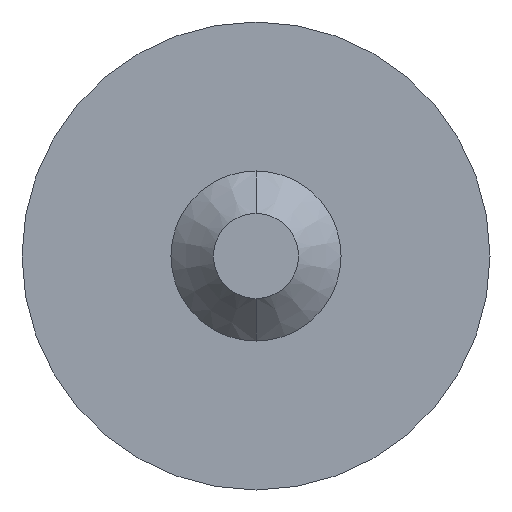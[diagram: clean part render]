
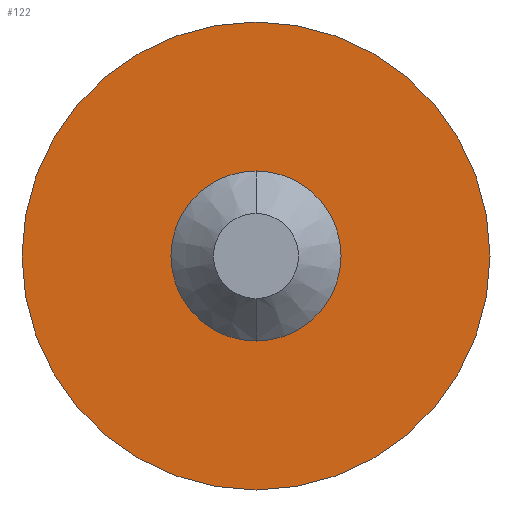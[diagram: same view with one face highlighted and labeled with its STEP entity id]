
A CAD part, front view. The second image highlights one B-rep face of the part: STEP entity #122.
In plain terms, the highlighted planar face has unit normal (0, -1, 0).
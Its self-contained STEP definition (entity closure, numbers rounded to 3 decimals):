
#10 = DIRECTION ( 'NONE',  ( 0., -1., 0. ) ) ;
#11 = AXIS2_PLACEMENT_3D ( 'NONE', #361, #256, #257 ) ;
#33 = CIRCLE ( 'NONE', #178, 2.75 ) ;
#38 = CARTESIAN_POINT ( 'NONE',  ( 0., 7., 0. ) ) ;
#44 = DIRECTION ( 'NONE',  ( 0., -1., 0. ) ) ;
#78 = DIRECTION ( 'NONE',  ( 0., -1., 0. ) ) ;
#89 = AXIS2_PLACEMENT_3D ( 'NONE', #95, #10, #223 ) ;
#92 = FACE_BOUND ( 'NONE', #120, .T. ) ;
#95 = CARTESIAN_POINT ( 'NONE',  ( 1., 7., 0. ) ) ;
#101 = CARTESIAN_POINT ( 'NONE',  ( 0., 7., 0. ) ) ;
#107 = CARTESIAN_POINT ( 'NONE',  ( 0., 7., 0. ) ) ;
#116 = FACE_OUTER_BOUND ( 'NONE', #177, .T. ) ;
#119 = EDGE_CURVE ( 'NONE', #346, #187, #371, .T. ) ;
#120 = EDGE_LOOP ( 'NONE', ( #262, #271 ) ) ;
#122 = ADVANCED_FACE ( 'NONE', ( #116, #92 ), #352, .T. ) ;
#130 = CARTESIAN_POINT ( 'NONE',  ( 0., 7., -2.75 ) ) ;
#164 = CARTESIAN_POINT ( 'NONE',  ( 0., 7., -1. ) ) ;
#170 = AXIS2_PLACEMENT_3D ( 'NONE', #107, #78, #304 ) ;
#177 = EDGE_LOOP ( 'NONE', ( #180, #310 ) ) ;
#178 = AXIS2_PLACEMENT_3D ( 'NONE', #101, #44, #251 ) ;
#180 = ORIENTED_EDGE ( 'NONE', *, *, #227, .T. ) ;
#183 = VERTEX_POINT ( 'NONE', #130 ) ;
#187 = VERTEX_POINT ( 'NONE', #270 ) ;
#191 = DIRECTION ( 'NONE',  ( 0., -1., 0. ) ) ;
#205 = EDGE_CURVE ( 'NONE', #338, #183, #33, .T. ) ;
#223 = DIRECTION ( 'NONE',  ( 0., 0., -1. ) ) ;
#227 = EDGE_CURVE ( 'NONE', #183, #338, #344, .T. ) ;
#231 = CARTESIAN_POINT ( 'NONE',  ( 0., 7., 2.75 ) ) ;
#251 = DIRECTION ( 'NONE',  ( 0., 0., -1. ) ) ;
#252 = CIRCLE ( 'NONE', #11, 1. ) ;
#256 = DIRECTION ( 'NONE',  ( 0., -1., 0. ) ) ;
#257 = DIRECTION ( 'NONE',  ( 0., 0., -1. ) ) ;
#262 = ORIENTED_EDGE ( 'NONE', *, *, #119, .F. ) ;
#270 = CARTESIAN_POINT ( 'NONE',  ( 0., 7., 1. ) ) ;
#271 = ORIENTED_EDGE ( 'NONE', *, *, #367, .F. ) ;
#291 = DIRECTION ( 'NONE',  ( 0., 0., -1. ) ) ;
#304 = DIRECTION ( 'NONE',  ( 0., 0., -1. ) ) ;
#310 = ORIENTED_EDGE ( 'NONE', *, *, #205, .T. ) ;
#321 = AXIS2_PLACEMENT_3D ( 'NONE', #38, #191, #291 ) ;
#338 = VERTEX_POINT ( 'NONE', #231 ) ;
#344 = CIRCLE ( 'NONE', #170, 2.75 ) ;
#346 = VERTEX_POINT ( 'NONE', #164 ) ;
#352 = PLANE ( 'NONE',  #89 ) ;
#361 = CARTESIAN_POINT ( 'NONE',  ( 0., 7., 0. ) ) ;
#367 = EDGE_CURVE ( 'NONE', #187, #346, #252, .T. ) ;
#371 = CIRCLE ( 'NONE', #321, 1. ) ;
